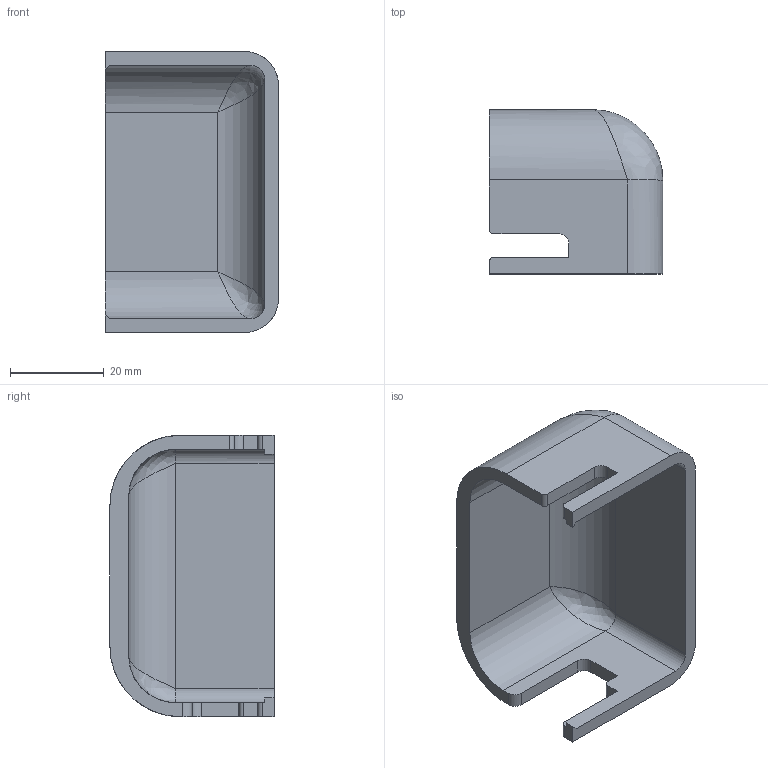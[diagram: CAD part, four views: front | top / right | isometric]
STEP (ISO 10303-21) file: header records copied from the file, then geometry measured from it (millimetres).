
FILE_DESCRIPTION(('FreeCAD Model'),'2;1');
FILE_NAME('Open CASCADE Shape Model','2024-02-26T15:09:54',(''),(''), 'Open CASCADE STEP processor 7.6','FreeCAD','Unknown');
FILE_SCHEMA(('AUTOMOTIVE_DESIGN { 1 0 10303 214 1 1 1 1 }'));
Length unit declared in the file: millimetre
Products named in the file (1): ControllerCoverBody
Bounding box: 37 x 35 x 60 mm (x, y, z)
Volume: 15642.8 mm3; surface area: 10986.2 mm2
Topology: 1 solids, 1 shells, 45 faces, 121 edges, 74 vertices
Faces by surface type: plane 24, cylinder 17, bspline 4
Entity records: 3398 total; most frequent: CARTESIAN_POINT 1067, DIRECTION 419, LINE 279, VECTOR 279, ORIENTED_EDGE 234, PCURVE 234, DEFINITIONAL_REPRESENTATION 234, EDGE_CURVE 117
